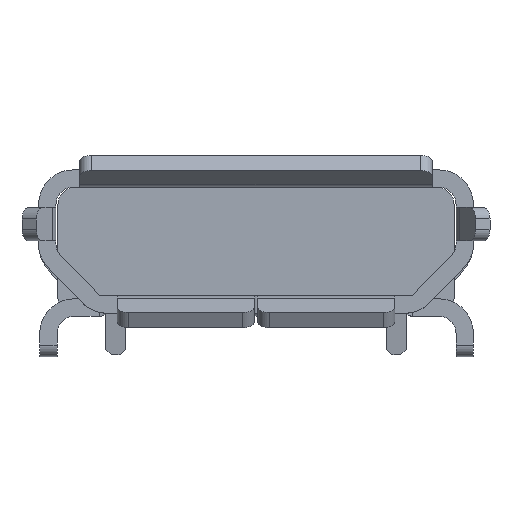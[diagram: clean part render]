
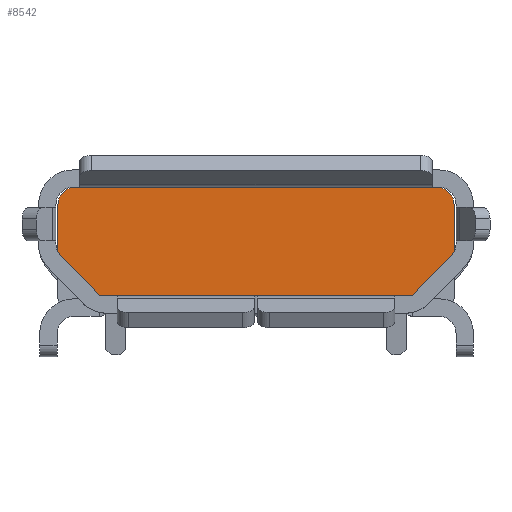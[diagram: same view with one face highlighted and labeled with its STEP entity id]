
A CAD part, front view. The second image highlights one B-rep face of the part: STEP entity #8542.
In plain terms, the highlighted planar face has unit normal (0, -1, 0).
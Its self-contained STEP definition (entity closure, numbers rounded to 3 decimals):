
#6050=VERTEX_POINT('NONE',#6051);
#6051=CARTESIAN_POINT('',(-3.125,1.75,2.18));
#6057=EDGE_CURVE('NONE',#6050,#6058,#6060,.T.);
#6058=VERTEX_POINT('NONE',#6059);
#6059=CARTESIAN_POINT('',(3.125,1.75,2.18));
#6060=LINE('',#6061,#6062);
#6061=CARTESIAN_POINT('',(-1.494,1.75,2.18));
#6062=VECTOR('',#6063,1.0);
#6063=DIRECTION('',(1.0,0.0,0.0));
#6828=VERTEX_POINT('NONE',#6829);
#6829=CARTESIAN_POINT('',(3.425,1.75,1.88));
#6835=EDGE_CURVE('NONE',#6828,#6836,#6838,.T.);
#6836=VERTEX_POINT('NONE',#6837);
#6837=CARTESIAN_POINT('',(3.425,1.75,1.061));
#6838=LINE('',#6839,#6840);
#6839=CARTESIAN_POINT('',(3.425,1.75,1.08));
#6840=VECTOR('',#6841,1.0);
#6841=DIRECTION('',(0.0,0.0,-1.0));
#8221=VERTEX_POINT('NONE',#8222);
#8222=CARTESIAN_POINT('',(-3.425,1.75,1.061));
#8268=EDGE_CURVE('NONE',#8221,#8269,#8271,.F.);
#8269=VERTEX_POINT('NONE',#8270);
#8270=CARTESIAN_POINT('',(-3.425,1.75,1.88));
#8271=LINE('',#8272,#8273);
#8272=CARTESIAN_POINT('',(-3.425,1.75,1.08));
#8273=VECTOR('',#8274,1.0);
#8274=DIRECTION('',(0.0,0.0,-1.0));
#8529=EDGE_CURVE('NONE',#6058,#6828,#8530,.T.);
#8530=CIRCLE('',#8531,0.3);
#8531=AXIS2_PLACEMENT_3D('',#8532,#8533,#8534);
#8532=CARTESIAN_POINT('',(3.125,1.75,1.88));
#8533=DIRECTION('',(0.0,1.0,0.0));
#8534=DIRECTION('',(0.0,0.0,-1.0));
#8542=ADVANCED_FACE('NONE',(#8543),#8628,.F.);
#8543=FACE_BOUND('NONE',#8544,.T.);
#8544=EDGE_LOOP('',(#8545,#8555,#8563,#8571,#8578,#8579,#8580,#8581,#8588,#8589,#8598,#8606,#8614,#8622));
#8545=ORIENTED_EDGE('',*,*,#8546,.T.);
#8546=EDGE_CURVE('NONE',#8547,#8549,#8551,.F.);
#8547=VERTEX_POINT('NONE',#8548);
#8548=CARTESIAN_POINT('',(2.4,1.75,0.31));
#8549=VERTEX_POINT('NONE',#8550);
#8550=CARTESIAN_POINT('',(2.4,1.75,0.3));
#8551=LINE('',#8552,#8553);
#8552=CARTESIAN_POINT('',(2.4,1.75,2.18));
#8553=VECTOR('',#8554,1.0);
#8554=DIRECTION('',(0.0,0.0,1.0));
#8555=ORIENTED_EDGE('',*,*,#8556,.T.);
#8556=EDGE_CURVE('NONE',#8549,#8557,#8559,.T.);
#8557=VERTEX_POINT('NONE',#8558);
#8558=CARTESIAN_POINT('',(2.7,1.75,0.3));
#8559=LINE('',#8560,#8561);
#8560=CARTESIAN_POINT('',(-0.931,1.75,0.3));
#8561=VECTOR('',#8562,1.0);
#8562=DIRECTION('',(1.0,0.0,0.0));
#8563=ORIENTED_EDGE('',*,*,#8564,.T.);
#8564=EDGE_CURVE('NONE',#8557,#8565,#8567,.F.);
#8565=VERTEX_POINT('NONE',#8566);
#8566=CARTESIAN_POINT('',(3.375,1.75,0.993));
#8567=LINE('',#8568,#8569);
#8568=CARTESIAN_POINT('',(3.375,1.75,0.993));
#8569=VECTOR('',#8570,1.0);
#8570=DIRECTION('',(-0.698,0.0,-0.716));
#8571=ORIENTED_EDGE('',*,*,#8572,.T.);
#8572=EDGE_CURVE('NONE',#8565,#6836,#8573,.F.);
#8573=CIRCLE('',#8574,0.3);
#8574=AXIS2_PLACEMENT_3D('',#8575,#8576,#8577);
#8575=CARTESIAN_POINT('',(3.16,1.75,1.202));
#8576=DIRECTION('',(0.0,1.0,0.0));
#8577=DIRECTION('',(0.0,0.0,1.0));
#8578=ORIENTED_EDGE('',*,*,#6835,.F.);
#8579=ORIENTED_EDGE('',*,*,#8529,.F.);
#8580=ORIENTED_EDGE('',*,*,#6057,.F.);
#8581=ORIENTED_EDGE('',*,*,#8582,.T.);
#8582=EDGE_CURVE('NONE',#6050,#8269,#8583,.F.);
#8583=CIRCLE('',#8584,0.3);
#8584=AXIS2_PLACEMENT_3D('',#8585,#8586,#8587);
#8585=CARTESIAN_POINT('',(-3.125,1.75,1.88));
#8586=DIRECTION('',(0.0,1.0,0.0));
#8587=DIRECTION('',(0.0,0.0,-1.0));
#8588=ORIENTED_EDGE('',*,*,#8268,.F.);
#8589=ORIENTED_EDGE('',*,*,#8590,.T.);
#8590=EDGE_CURVE('NONE',#8221,#8591,#8593,.F.);
#8591=VERTEX_POINT('NONE',#8592);
#8592=CARTESIAN_POINT('',(-3.375,1.75,0.993));
#8593=CIRCLE('',#8594,0.3);
#8594=AXIS2_PLACEMENT_3D('',#8595,#8596,#8597);
#8595=CARTESIAN_POINT('',(-3.16,1.75,1.202));
#8596=DIRECTION('',(0.0,1.0,0.0));
#8597=DIRECTION('',(0.0,0.0,1.0));
#8598=ORIENTED_EDGE('',*,*,#8599,.T.);
#8599=EDGE_CURVE('NONE',#8591,#8600,#8602,.F.);
#8600=VERTEX_POINT('NONE',#8601);
#8601=CARTESIAN_POINT('',(-2.7,1.75,0.3));
#8602=LINE('',#8603,#8604);
#8603=CARTESIAN_POINT('',(-2.7,1.75,0.3));
#8604=VECTOR('',#8605,1.0);
#8605=DIRECTION('',(-0.698,0.0,0.716));
#8606=ORIENTED_EDGE('',*,*,#8607,.T.);
#8607=EDGE_CURVE('NONE',#8600,#8608,#8610,.T.);
#8608=VERTEX_POINT('NONE',#8609);
#8609=CARTESIAN_POINT('',(-2.4,1.75,0.3));
#8610=LINE('',#8611,#8612);
#8611=CARTESIAN_POINT('',(-0.931,1.75,0.3));
#8612=VECTOR('',#8613,1.0);
#8613=DIRECTION('',(1.0,0.0,0.0));
#8614=ORIENTED_EDGE('',*,*,#8615,.T.);
#8615=EDGE_CURVE('NONE',#8608,#8616,#8618,.F.);
#8616=VERTEX_POINT('NONE',#8617);
#8617=CARTESIAN_POINT('',(-2.4,1.75,0.31));
#8618=LINE('',#8619,#8620);
#8619=CARTESIAN_POINT('',(-2.4,1.75,2.18));
#8620=VECTOR('',#8621,1.0);
#8621=DIRECTION('',(0.0,0.0,-1.0));
#8622=ORIENTED_EDGE('',*,*,#8623,.T.);
#8623=EDGE_CURVE('NONE',#8616,#8547,#8624,.F.);
#8624=LINE('',#8625,#8626);
#8625=CARTESIAN_POINT('',(-1.446,1.75,0.31));
#8626=VECTOR('',#8627,1.0);
#8627=DIRECTION('',(-1.0,0.0,0.0));
#8628=PLANE('',#8629);
#8629=AXIS2_PLACEMENT_3D('',#8630,#8631,#8632);
#8630=CARTESIAN_POINT('',(-1.446,1.75,2.18));
#8631=DIRECTION('',(0.0,1.0,0.0));
#8632=DIRECTION('',(0.0,0.0,1.0));
